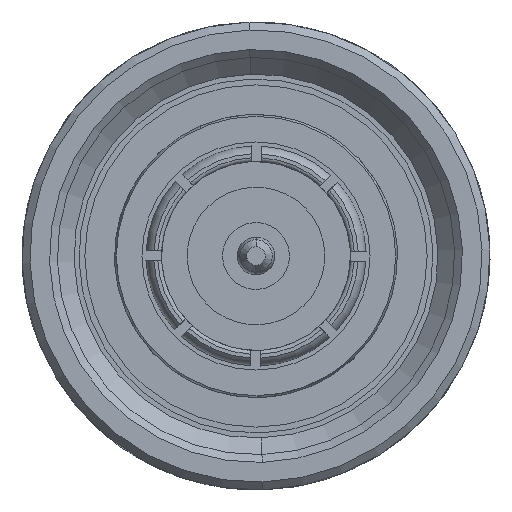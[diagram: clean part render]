
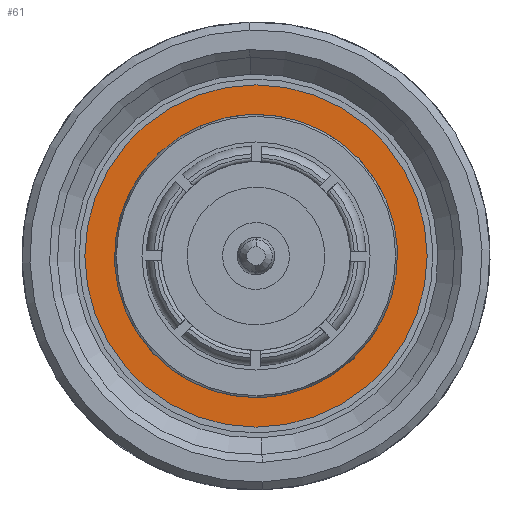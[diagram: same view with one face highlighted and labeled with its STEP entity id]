
A CAD part, left-side view. The second image highlights one B-rep face of the part: STEP entity #61.
In plain terms, the highlighted planar face has unit normal (-1, 0, 0).
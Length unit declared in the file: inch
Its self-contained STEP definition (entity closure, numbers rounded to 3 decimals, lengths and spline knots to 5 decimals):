
#16 = DIRECTION ( 'NONE',  ( 1., 0., 0. ) ) ;
#61 = ADVANCED_FACE ( 'NONE', ( #5841, #2128 ), #1569, .T. ) ;
#121 = DIRECTION ( 'NONE',  ( 1., 0., 0. ) ) ;
#211 = EDGE_CURVE ( 'NONE', #5002, #6089, #1654, .T. ) ;
#498 = VERTEX_POINT ( 'NONE', #848 ) ;
#556 = ORIENTED_EDGE ( 'NONE', *, *, #4820, .T. ) ;
#718 = VERTEX_POINT ( 'NONE', #3140 ) ;
#848 = CARTESIAN_POINT ( 'NONE',  ( 0.24803, 0., 0.17126 ) ) ;
#947 = ORIENTED_EDGE ( 'NONE', *, *, #2732, .F. ) ;
#1354 = CARTESIAN_POINT ( 'NONE',  ( 0.24803, 0., 0. ) ) ;
#1386 = DIRECTION ( 'NONE',  ( 1., 0., 0. ) ) ;
#1415 = CARTESIAN_POINT ( 'NONE',  ( 0.24803, 0., 0. ) ) ;
#1569 = PLANE ( 'NONE',  #3649 ) ;
#1579 = EDGE_CURVE ( 'NONE', #718, #498, #2494, .T. ) ;
#1607 = DIRECTION ( 'NONE',  ( 0., 0., 1. ) ) ;
#1654 = CIRCLE ( 'NONE', #2437, 0.14055 ) ;
#1992 = CARTESIAN_POINT ( 'NONE',  ( 0.24803, 0., 0. ) ) ;
#2128 = FACE_OUTER_BOUND ( 'NONE', #4087, .T. ) ;
#2251 = CIRCLE ( 'NONE', #6144, 0.17126 ) ;
#2325 = CARTESIAN_POINT ( 'NONE',  ( 0.24803, 0., 0.14055 ) ) ;
#2437 = AXIS2_PLACEMENT_3D ( 'NONE', #5578, #16, #2703 ) ;
#2494 = CIRCLE ( 'NONE', #5386, 0.17126 ) ;
#2512 = DIRECTION ( 'NONE',  ( 0., 0., -1. ) ) ;
#2655 = ORIENTED_EDGE ( 'NONE', *, *, #211, .T. ) ;
#2703 = DIRECTION ( 'NONE',  ( 0., 0., -1. ) ) ;
#2732 = EDGE_CURVE ( 'NONE', #498, #718, #2251, .T. ) ;
#3140 = CARTESIAN_POINT ( 'NONE',  ( 0.24803, 0., -0.17126 ) ) ;
#3279 = CIRCLE ( 'NONE', #4769, 0.14055 ) ;
#3288 = DIRECTION ( 'NONE',  ( 0., 0., -1. ) ) ;
#3649 = AXIS2_PLACEMENT_3D ( 'NONE', #3948, #4071, #1607 ) ;
#3948 = CARTESIAN_POINT ( 'NONE',  ( 0.24803, 0.14055, 0. ) ) ;
#4071 = DIRECTION ( 'NONE',  ( -1., 0., 0. ) ) ;
#4087 = EDGE_LOOP ( 'NONE', ( #5554, #947 ) ) ;
#4158 = EDGE_LOOP ( 'NONE', ( #556, #2655 ) ) ;
#4769 = AXIS2_PLACEMENT_3D ( 'NONE', #1992, #121, #2512 ) ;
#4820 = EDGE_CURVE ( 'NONE', #6089, #5002, #3279, .T. ) ;
#4832 = CARTESIAN_POINT ( 'NONE',  ( 0.24803, 0., -0.14055 ) ) ;
#5002 = VERTEX_POINT ( 'NONE', #2325 ) ;
#5386 = AXIS2_PLACEMENT_3D ( 'NONE', #1354, #6107, #5569 ) ;
#5554 = ORIENTED_EDGE ( 'NONE', *, *, #1579, .F. ) ;
#5569 = DIRECTION ( 'NONE',  ( 0., 0., -1. ) ) ;
#5578 = CARTESIAN_POINT ( 'NONE',  ( 0.24803, 0., 0. ) ) ;
#5841 = FACE_BOUND ( 'NONE', #4158, .T. ) ;
#6089 = VERTEX_POINT ( 'NONE', #4832 ) ;
#6107 = DIRECTION ( 'NONE',  ( 1., 0., 0. ) ) ;
#6144 = AXIS2_PLACEMENT_3D ( 'NONE', #1415, #1386, #3288 ) ;
